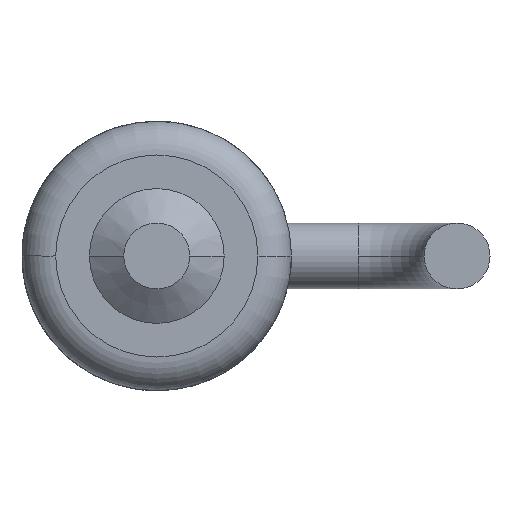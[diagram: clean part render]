
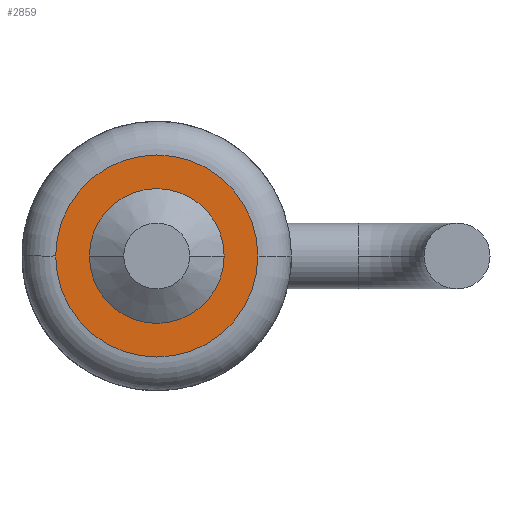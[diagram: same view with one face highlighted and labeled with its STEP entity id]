
A CAD part, front view. The second image highlights one B-rep face of the part: STEP entity #2859.
In plain terms, the highlighted planar face has unit normal (0, -1, 0).
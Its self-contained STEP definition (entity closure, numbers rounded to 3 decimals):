
#16 = EDGE_CURVE ( 'NONE', #2209, #2037, #4611, .T. ) ;
#473 = DIRECTION ( 'NONE',  ( 1., 0., 0. ) ) ;
#494 = PLANE ( 'NONE',  #1098 ) ;
#518 = CARTESIAN_POINT ( 'NONE',  ( 0., 1.21, 0. ) ) ;
#577 = CARTESIAN_POINT ( 'NONE',  ( -0.855, 1.21, 0. ) ) ;
#635 = DIRECTION ( 'NONE',  ( -1., 0., 0. ) ) ;
#681 = DIRECTION ( 'NONE',  ( 1., 0., 0. ) ) ;
#765 = AXIS2_PLACEMENT_3D ( 'NONE', #3358, #4128, #1897 ) ;
#1036 = CARTESIAN_POINT ( 'NONE',  ( -0.855, 1.21, 0. ) ) ;
#1080 = ORIENTED_EDGE ( 'NONE', *, *, #2607, .F. ) ;
#1098 = AXIS2_PLACEMENT_3D ( 'NONE', #1036, #1852, #635 ) ;
#1167 = AXIS2_PLACEMENT_3D ( 'NONE', #1645, #2883, #1270 ) ;
#1252 = DIRECTION ( 'NONE',  ( 0., -1., 0. ) ) ;
#1270 = DIRECTION ( 'NONE',  ( 1., 0., 0. ) ) ;
#1278 = ORIENTED_EDGE ( 'NONE', *, *, #1714, .F. ) ;
#1320 = CARTESIAN_POINT ( 'NONE',  ( 0.57, 1.21, 0. ) ) ;
#1385 = EDGE_LOOP ( 'NONE', ( #3884, #3756 ) ) ;
#1427 = CIRCLE ( 'NONE', #765, 0.57 ) ;
#1504 = AXIS2_PLACEMENT_3D ( 'NONE', #518, #1252, #473 ) ;
#1593 = VERTEX_POINT ( 'NONE', #1320 ) ;
#1635 = FACE_BOUND ( 'NONE', #2597, .T. ) ;
#1645 = CARTESIAN_POINT ( 'NONE',  ( 0., 1.21, 0. ) ) ;
#1714 = EDGE_CURVE ( 'NONE', #2690, #1593, #1427, .T. ) ;
#1852 = DIRECTION ( 'NONE',  ( 0., 1., 0. ) ) ;
#1897 = DIRECTION ( 'NONE',  ( 1., 0., 0. ) ) ;
#2037 = VERTEX_POINT ( 'NONE', #577 ) ;
#2209 = VERTEX_POINT ( 'NONE', #3914 ) ;
#2552 = CIRCLE ( 'NONE', #1504, 0.855 ) ;
#2597 = EDGE_LOOP ( 'NONE', ( #1080, #1278 ) ) ;
#2607 = EDGE_CURVE ( 'NONE', #1593, #2690, #3426, .T. ) ;
#2690 = VERTEX_POINT ( 'NONE', #2764 ) ;
#2693 = EDGE_CURVE ( 'NONE', #2037, #2209, #2552, .T. ) ;
#2764 = CARTESIAN_POINT ( 'NONE',  ( -0.57, 1.21, 0. ) ) ;
#2859 = ADVANCED_FACE ( 'NONE', ( #1635, #4322 ), #494, .F. ) ;
#2883 = DIRECTION ( 'NONE',  ( 0., -1., 0. ) ) ;
#3353 = AXIS2_PLACEMENT_3D ( 'NONE', #4512, #3759, #681 ) ;
#3358 = CARTESIAN_POINT ( 'NONE',  ( 0., 1.21, 0. ) ) ;
#3426 = CIRCLE ( 'NONE', #3353, 0.57 ) ;
#3756 = ORIENTED_EDGE ( 'NONE', *, *, #2693, .T. ) ;
#3759 = DIRECTION ( 'NONE',  ( 0., -1., 0. ) ) ;
#3884 = ORIENTED_EDGE ( 'NONE', *, *, #16, .T. ) ;
#3914 = CARTESIAN_POINT ( 'NONE',  ( 0.855, 1.21, 0. ) ) ;
#4128 = DIRECTION ( 'NONE',  ( 0., -1., 0. ) ) ;
#4322 = FACE_OUTER_BOUND ( 'NONE', #1385, .T. ) ;
#4512 = CARTESIAN_POINT ( 'NONE',  ( 0., 1.21, 0. ) ) ;
#4611 = CIRCLE ( 'NONE', #1167, 0.855 ) ;
